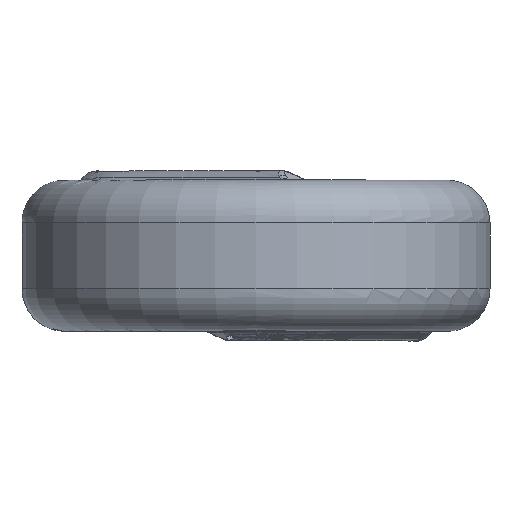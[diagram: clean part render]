
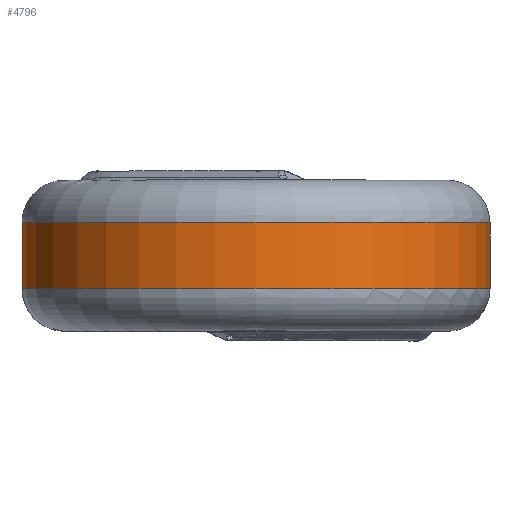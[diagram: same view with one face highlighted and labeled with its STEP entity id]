
A CAD part, top view. The second image highlights one B-rep face of the part: STEP entity #4796.
In plain terms, the highlighted cylindrical face has radius 5.5 mm (diameter 11 mm), a full revolution.
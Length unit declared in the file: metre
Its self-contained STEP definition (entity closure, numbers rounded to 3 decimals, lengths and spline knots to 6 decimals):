
#42=CIRCLE('',#5004,0.0055);
#43=CIRCLE('',#5007,0.0055);
#1011=ORIENTED_EDGE('',*,*,#1999,.T.);
#1012=ORIENTED_EDGE('',*,*,#1992,.F.);
#1992=EDGE_CURVE('',#2487,#2487,#42,.T.);
#1999=EDGE_CURVE('',#2492,#2492,#43,.T.);
#2487=VERTEX_POINT('',#7145);
#2492=VERTEX_POINT('',#7196);
#2908=EDGE_LOOP('',(#1011));
#2909=EDGE_LOOP('',(#1012));
#3134=FACE_BOUND('',#2908,.T.);
#3135=FACE_BOUND('',#2909,.T.);
#3336=CYLINDRICAL_SURFACE('',#5008,0.0055);
#4796=ADVANCED_FACE('',(#3134,#3135),#3336,.T.);
#5004=AXIS2_PLACEMENT_3D('',#7144,#5298,#5299);
#5007=AXIS2_PLACEMENT_3D('',#7195,#5305,#5306);
#5008=AXIS2_PLACEMENT_3D('',#7197,#5307,#5308);
#5298=DIRECTION('',(0.,1.,0.));
#5299=DIRECTION('',(0.,0.,1.));
#5305=DIRECTION('',(0.,1.,0.));
#5306=DIRECTION('',(0.,0.,1.));
#5307=DIRECTION('',(0.,1.,0.));
#5308=DIRECTION('',(0.,0.,1.));
#7144=CARTESIAN_POINT('',(0.,0.000775,0.));
#7145=CARTESIAN_POINT('',(0.,0.000775,0.0055));
#7195=CARTESIAN_POINT('',(0.,-0.000775,0.));
#7196=CARTESIAN_POINT('',(0.,-0.000775,0.0055));
#7197=CARTESIAN_POINT('',(0.,-0.001775,0.));
